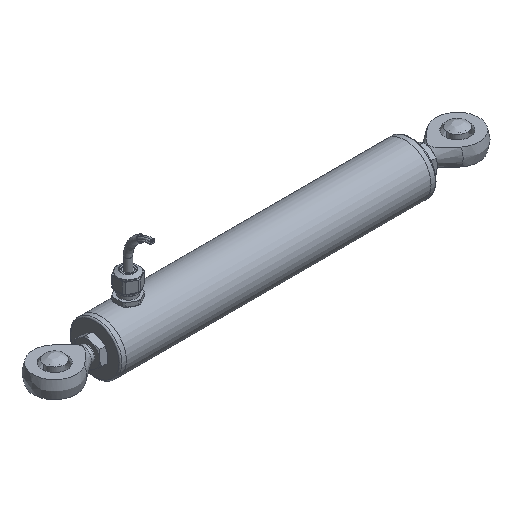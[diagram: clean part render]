
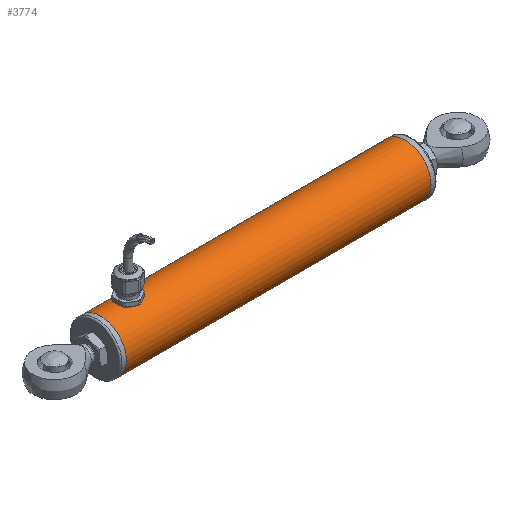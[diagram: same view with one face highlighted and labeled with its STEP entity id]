
A CAD part, isometric view. The second image highlights one B-rep face of the part: STEP entity #3774.
In plain terms, the highlighted cylindrical face has radius 13.335 mm (diameter 26.67 mm), a full revolution.
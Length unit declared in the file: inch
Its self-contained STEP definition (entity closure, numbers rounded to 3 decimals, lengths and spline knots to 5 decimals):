
#42 = CARTESIAN_POINT ( 'NONE',  ( -2.36516, -0.08178, 0.51864 ) ) ;
#213 = AXIS2_PLACEMENT_3D ( 'NONE', #2019, #428, #5706 ) ;
#247 = CARTESIAN_POINT ( 'NONE',  ( -2.47149, -0.13386, 0.50765 ) ) ;
#273 = CARTESIAN_POINT ( 'NONE',  ( -2.53869, -0.1161, 0.51203 ) ) ;
#307 = CARTESIAN_POINT ( 'NONE',  ( -2.33851, -0.01756, 0.52478 ) ) ;
#335 = CARTESIAN_POINT ( 'NONE',  ( -2.53083, 0.12031, 0.51104 ) ) ;
#359 = CARTESIAN_POINT ( 'NONE',  ( -2.59169, 0.05958, 0.52167 ) ) ;
#422 = CARTESIAN_POINT ( 'NONE',  ( -2.35537, -0.06715, 0.52074 ) ) ;
#428 = DIRECTION ( 'NONE',  ( 1., 0., 0. ) ) ;
#558 = DIRECTION ( 'NONE',  ( 0., 0., 1. ) ) ;
#746 = CARTESIAN_POINT ( 'NONE',  ( -2.53866, 0.11612, 0.51202 ) ) ;
#777 = CARTESIAN_POINT ( 'NONE',  ( -2.34449, 0.04317, 0.52329 ) ) ;
#809 = CARTESIAN_POINT ( 'NONE',  ( -2.60536, -0.00877, 0.525 ) ) ;
#861 = CARTESIAN_POINT ( 'NONE',  ( -2.3546, 0.06755, 0.52089 ) ) ;
#895 = CARTESIAN_POINT ( 'NONE',  ( -2.45388, -0.13298, 0.50788 ) ) ;
#959 = CARTESIAN_POINT ( 'NONE',  ( -2.47149, -0.13386, 0.50765 ) ) ;
#961 = CARTESIAN_POINT ( 'NONE',  ( -3.0315, 0., 0.525 ) ) ;
#971 = EDGE_CURVE ( 'NONE', #2154, #2154, #4681, .T. ) ;
#1029 = CARTESIAN_POINT ( 'NONE',  ( -2.37069, -0.08849, 0.51753 ) ) ;
#1031 = VERTEX_POINT ( 'NONE', #5832 ) ;
#1229 = CARTESIAN_POINT ( 'NONE',  ( -2.59847, 0.04329, 0.52328 ) ) ;
#1258 = CARTESIAN_POINT ( 'NONE',  ( -2.48896, 0.13386, 0.50765 ) ) ;
#1341 = CARTESIAN_POINT ( 'NONE',  ( -2.41207, 0.12026, 0.51105 ) ) ;
#1473 = DIRECTION ( 'NONE',  ( -1., 0., 0. ) ) ;
#1485 = ORIENTED_EDGE ( 'NONE', *, *, #4360, .T. ) ;
#1737 = CARTESIAN_POINT ( 'NONE',  ( -2.60103, 0.03487, 0.52391 ) ) ;
#1820 = CARTESIAN_POINT ( 'NONE',  ( -2.45381, 0.13297, 0.50788 ) ) ;
#1849 = CARTESIAN_POINT ( 'NONE',  ( -2.55327, -0.10634, 0.51414 ) ) ;
#2019 = CARTESIAN_POINT ( 'NONE',  ( -3.0315, 0., 0. ) ) ;
#2076 = CARTESIAN_POINT ( 'NONE',  ( 3.2185, 0., 0. ) ) ;
#2154 = VERTEX_POINT ( 'NONE', #247 ) ;
#2163 = ORIENTED_EDGE ( 'NONE', *, *, #971, .T. ) ;
#2206 = CARTESIAN_POINT ( 'NONE',  ( -2.59179, -0.05938, 0.52169 ) ) ;
#2229 = AXIS2_PLACEMENT_3D ( 'NONE', #5371, #1473, #558 ) ;
#2262 = CARTESIAN_POINT ( 'NONE',  ( -2.34195, 0.0348, 0.52392 ) ) ;
#2418 = CARTESIAN_POINT ( 'NONE',  ( -2.41202, -0.12024, 0.51106 ) ) ;
#2451 = CARTESIAN_POINT ( 'NONE',  ( -2.40434, -0.11612, 0.51202 ) ) ;
#2477 = CARTESIAN_POINT ( 'NONE',  ( -2.43673, -0.12956, 0.50877 ) ) ;
#2705 = CARTESIAN_POINT ( 'NONE',  ( -2.33852, 0.0176, 0.52478 ) ) ;
#2738 = CARTESIAN_POINT ( 'NONE',  ( -2.38977, 0.10637, 0.51414 ) ) ;
#2795 = CARTESIAN_POINT ( 'NONE',  ( -2.60108, -0.03468, 0.52392 ) ) ;
#2796 = EDGE_LOOP ( 'NONE', ( #1485 ) ) ;
#2856 = CARTESIAN_POINT ( 'NONE',  ( -2.34196, -0.03485, 0.52391 ) ) ;
#2931 = CIRCLE ( 'NONE', #213, 0.525 ) ;
#3158 = CARTESIAN_POINT ( 'NONE',  ( -2.58756, 0.06725, 0.52073 ) ) ;
#3183 = CARTESIAN_POINT ( 'NONE',  ( -2.50638, -0.12953, 0.50877 ) ) ;
#3187 = FACE_BOUND ( 'NONE', #3974, .T. ) ;
#3212 = CARTESIAN_POINT ( 'NONE',  ( -2.55991, 0.10089, 0.51525 ) ) ;
#3270 = CARTESIAN_POINT ( 'NONE',  ( -2.40423, 0.11606, 0.51204 ) ) ;
#3393 = CARTESIAN_POINT ( 'NONE',  ( -2.38982, -0.10641, 0.51413 ) ) ;
#3562 = DIRECTION ( 'NONE',  ( 0., 0., 1. ) ) ;
#3658 = CARTESIAN_POINT ( 'NONE',  ( -2.57788, 0.08171, 0.51865 ) ) ;
#3684 = CARTESIAN_POINT ( 'NONE',  ( -2.59849, -0.04323, 0.52328 ) ) ;
#3750 = CARTESIAN_POINT ( 'NONE',  ( -2.48038, -0.13386, 0.50765 ) ) ;
#3774 = ADVANCED_FACE ( 'NONE', ( #3187, #4877, #5263 ), #5771, .T. ) ;
#3807 = CARTESIAN_POINT ( 'NONE',  ( -2.46261, -0.13386, 0.50765 ) ) ;
#3896 = EDGE_CURVE ( 'NONE', #5291, #5291, #2931, .T. ) ;
#3974 = EDGE_LOOP ( 'NONE', ( #2163 ) ) ;
#4049 = CIRCLE ( 'NONE', #5866, 0.525 ) ;
#4123 = CARTESIAN_POINT ( 'NONE',  ( -2.56006, -0.10075, 0.51528 ) ) ;
#4156 = CARTESIAN_POINT ( 'NONE',  ( -2.60535, 0.00889, 0.525 ) ) ;
#4180 = CARTESIAN_POINT ( 'NONE',  ( -2.46269, 0.13385, 0.50765 ) ) ;
#4241 = CARTESIAN_POINT ( 'NONE',  ( -2.47149, -0.13386, 0.50765 ) ) ;
#4270 = CARTESIAN_POINT ( 'NONE',  ( -2.35124, -0.05942, 0.52169 ) ) ;
#4360 = EDGE_CURVE ( 'NONE', #1031, #1031, #4049, .T. ) ;
#4434 = DIRECTION ( 'NONE',  ( -1., 0., 0. ) ) ;
#4592 = CARTESIAN_POINT ( 'NONE',  ( -2.58768, -0.06707, 0.52075 ) ) ;
#4625 = CARTESIAN_POINT ( 'NONE',  ( -2.33764, 0.00869, 0.525 ) ) ;
#4652 = CARTESIAN_POINT ( 'NONE',  ( -2.36445, 0.08226, 0.51867 ) ) ;
#4677 = CARTESIAN_POINT ( 'NONE',  ( -2.57234, -0.08846, 0.51753 ) ) ;
#4681 = B_SPLINE_CURVE_WITH_KNOTS ( 'NONE', 3,
 ( #4241, #3750, #6089, #3183, #6180, #5160, #273, #1849, #4123, #4677, #5567, #4592, #2206, #3684, #2795, #5619, #809, #4156, #6059, #1737, #1229, #359, #3158, #3658, #6148, #3212, #5074, #746, #335, #5593, #1258, #4180, #1820, #5675, #5099, #1341, #3270, #2738, #5183, #4652, #861, #777, #2262, #2705, #4625, #6117, #307, #2856, #5214, #4270, #422, #42, #1029, #4839, #3393, #2451, #2418, #5732, #2477, #895, #3807, #959 ),
 .UNSPECIFIED., .T., .F.,
 ( 4, 2, 2, 2, 2, 2, 2, 2, 2, 2, 2, 2, 2, 2, 2, 2, 2, 2, 2, 2, 2, 2, 2, 2, 2, 2, 2, 2, 2, 2, 4 ),
 ( 0., 0.00067, 0.00134, 0.00201, 0.00268, 0.00335, 0.00402, 0.00469, 0.00536, 0.00603, 0.0067, 0.00737, 0.00804, 0.00871, 0.00938, 0.01072, 0.01139, 0.01206, 0.01273, 0.0134, 0.01474, 0.01541, 0.01608, 0.01675, 0.01742, 0.01809, 0.01876, 0.01943, 0.0201, 0.02077, 0.02144 ),
 .UNSPECIFIED. ) ;
#4839 = CARTESIAN_POINT ( 'NONE',  ( -2.38298, -0.10078, 0.51527 ) ) ;
#4877 = FACE_OUTER_BOUND ( 'NONE', #5398, .T. ) ;
#5074 = CARTESIAN_POINT ( 'NONE',  ( -2.55319, 0.1064, 0.51413 ) ) ;
#5099 = CARTESIAN_POINT ( 'NONE',  ( -2.42822, 0.12697, 0.50943 ) ) ;
#5160 = CARTESIAN_POINT ( 'NONE',  ( -2.53102, -0.12021, 0.51106 ) ) ;
#5183 = CARTESIAN_POINT ( 'NONE',  ( -2.38305, 0.10085, 0.51526 ) ) ;
#5214 = CARTESIAN_POINT ( 'NONE',  ( -2.34455, -0.04333, 0.52327 ) ) ;
#5263 = FACE_OUTER_BOUND ( 'NONE', #2796, .T. ) ;
#5291 = VERTEX_POINT ( 'NONE', #961 ) ;
#5329 = ORIENTED_EDGE ( 'NONE', *, *, #3896, .T. ) ;
#5371 = CARTESIAN_POINT ( 'NONE',  ( 3.2185, 0., 0. ) ) ;
#5398 = EDGE_LOOP ( 'NONE', ( #5329 ) ) ;
#5567 = CARTESIAN_POINT ( 'NONE',  ( -2.57792, -0.08167, 0.51866 ) ) ;
#5593 = CARTESIAN_POINT ( 'NONE',  ( -2.50665, 0.13034, 0.50861 ) ) ;
#5619 = CARTESIAN_POINT ( 'NONE',  ( -2.6045, -0.01748, 0.52478 ) ) ;
#5675 = CARTESIAN_POINT ( 'NONE',  ( -2.43657, 0.12952, 0.50878 ) ) ;
#5706 = DIRECTION ( 'NONE',  ( 0., 0., 1. ) ) ;
#5732 = CARTESIAN_POINT ( 'NONE',  ( -2.42821, -0.12697, 0.50943 ) ) ;
#5771 = CYLINDRICAL_SURFACE ( 'NONE', #2229, 0.525 ) ;
#5832 = CARTESIAN_POINT ( 'NONE',  ( 3.2185, 0., 0.525 ) ) ;
#5866 = AXIS2_PLACEMENT_3D ( 'NONE', #2076, #4434, #3562 ) ;
#6059 = CARTESIAN_POINT ( 'NONE',  ( -2.60447, 0.01773, 0.52477 ) ) ;
#6089 = CARTESIAN_POINT ( 'NONE',  ( -2.48913, -0.13298, 0.50788 ) ) ;
#6117 = CARTESIAN_POINT ( 'NONE',  ( -2.33765, -0.00885, 0.525 ) ) ;
#6148 = CARTESIAN_POINT ( 'NONE',  ( -2.57226, 0.08855, 0.51752 ) ) ;
#6180 = CARTESIAN_POINT ( 'NONE',  ( -2.51491, -0.12692, 0.50944 ) ) ;
